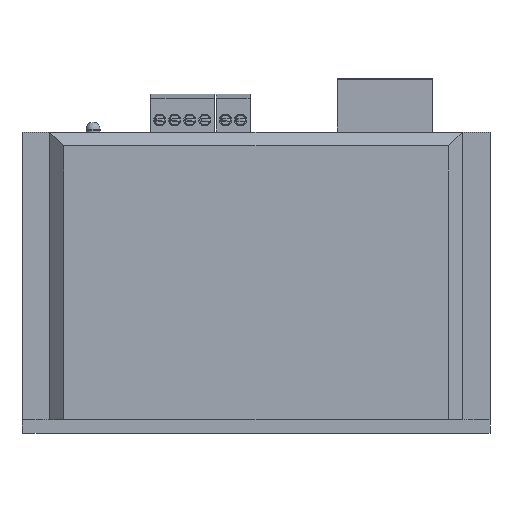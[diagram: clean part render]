
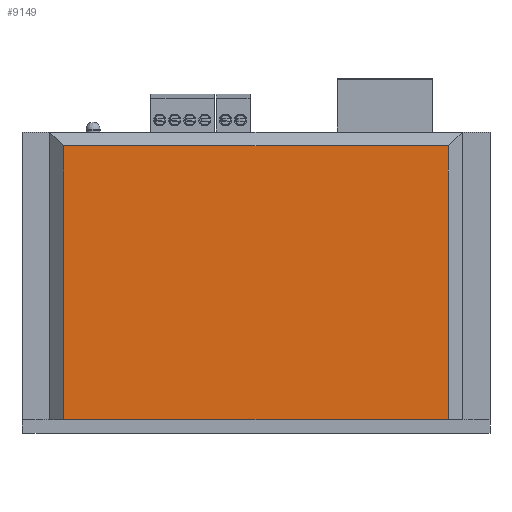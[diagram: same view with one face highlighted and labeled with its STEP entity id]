
A CAD part, left-side view. The second image highlights one B-rep face of the part: STEP entity #9149.
In plain terms, the highlighted planar face has unit normal (-1, 0, 0).
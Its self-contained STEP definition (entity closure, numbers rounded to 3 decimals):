
#9056 = VERTEX_POINT('',#9057);
#9057 = CARTESIAN_POINT('',(-11.45,-48.5,3.5));
#9063 = EDGE_CURVE('',#9064,#9056,#9066,.T.);
#9064 = VERTEX_POINT('',#9065);
#9065 = CARTESIAN_POINT('',(-11.45,48.5,3.5));
#9066 = LINE('',#9067,#9068);
#9067 = CARTESIAN_POINT('',(-11.45,52.,3.5));
#9068 = VECTOR('',#9069,1.);
#9069 = DIRECTION('',(0.,-1.,0.));
#9089 = VERTEX_POINT('',#9090);
#9090 = CARTESIAN_POINT('',(-11.45,48.5,72.5));
#9098 = EDGE_CURVE('',#9064,#9089,#9099,.T.);
#9099 = LINE('',#9100,#9101);
#9100 = CARTESIAN_POINT('',(-11.45,48.5,0.));
#9101 = VECTOR('',#9102,1.);
#9102 = DIRECTION('',(0.,0.,1.));
#9113 = VERTEX_POINT('',#9114);
#9114 = CARTESIAN_POINT('',(-11.45,-48.5,72.5));
#9122 = EDGE_CURVE('',#9089,#9113,#9123,.T.);
#9123 = LINE('',#9124,#9125);
#9124 = CARTESIAN_POINT('',(-11.45,0.,72.5));
#9125 = VECTOR('',#9126,1.);
#9126 = DIRECTION('',(0.,-1.,0.));
#9137 = EDGE_CURVE('',#9113,#9056,#9138,.T.);
#9138 = LINE('',#9139,#9140);
#9139 = CARTESIAN_POINT('',(-11.45,-48.5,0.));
#9140 = VECTOR('',#9141,1.);
#9141 = DIRECTION('',(0.,0.,-1.));
#9149 = ADVANCED_FACE('',(#9150),#9156,.T.);
#9150 = FACE_BOUND('',#9151,.T.);
#9151 = EDGE_LOOP('',(#9152,#9153,#9154,#9155));
#9152 = ORIENTED_EDGE('',*,*,#9122,.F.);
#9153 = ORIENTED_EDGE('',*,*,#9098,.F.);
#9154 = ORIENTED_EDGE('',*,*,#9063,.T.);
#9155 = ORIENTED_EDGE('',*,*,#9137,.F.);
#9156 = PLANE('',#9157);
#9157 = AXIS2_PLACEMENT_3D('',#9158,#9159,#9160);
#9158 = CARTESIAN_POINT('',(-11.45,0.,0.
    ));
#9159 = DIRECTION('',(-1.,0.,0.));
#9160 = DIRECTION('',(0.,-1.,0.));
